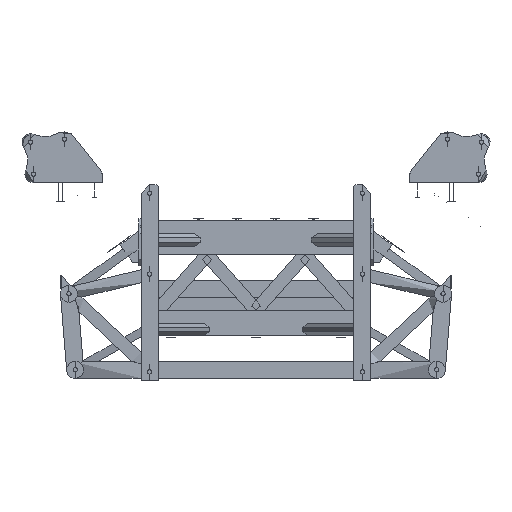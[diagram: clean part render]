
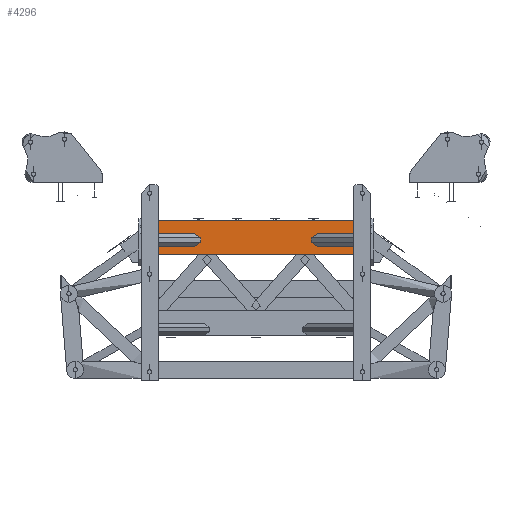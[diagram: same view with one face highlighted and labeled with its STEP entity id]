
A CAD part, left-side view. The second image highlights one B-rep face of the part: STEP entity #4296.
In plain terms, the highlighted planar face has unit normal (-1, 0, 0).
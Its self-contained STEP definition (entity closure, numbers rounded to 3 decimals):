
#4296=ADVANCED_FACE('',(#5483),#20730,.T.);
#5483=FACE_OUTER_BOUND('',#6694,.T.);
#6694=EDGE_LOOP('',(#8941,#8942,#8943,#8944));
#8941=ORIENTED_EDGE('',*,*,#13352,.T.);
#8942=ORIENTED_EDGE('',*,*,#13345,.T.);
#8943=ORIENTED_EDGE('',*,*,#13353,.F.);
#8944=ORIENTED_EDGE('',*,*,#13350,.F.);
#13345=EDGE_CURVE('',#19034,#19037,#15891,.T.);
#13350=EDGE_CURVE('',#19040,#19041,#15896,.T.);
#13352=EDGE_CURVE('',#19040,#19034,#15898,.T.);
#13353=EDGE_CURVE('',#19041,#19037,#15899,.T.);
#15891=B_SPLINE_CURVE_WITH_KNOTS('',1,(#30452,#30453),.UNSPECIFIED.,.F.,
 .F.,(2,2),(0.,460.),.UNSPECIFIED.);
#15896=B_SPLINE_CURVE_WITH_KNOTS('',1,(#30462,#30463),.UNSPECIFIED.,.F.,
 .F.,(2,2),(0.,460.),.UNSPECIFIED.);
#15898=B_SPLINE_CURVE_WITH_KNOTS('',1,(#30466,#30467),.UNSPECIFIED.,.F.,
 .F.,(2,2),(160.,240.),.UNSPECIFIED.);
#15899=B_SPLINE_CURVE_WITH_KNOTS('',1,(#30468,#30469),.UNSPECIFIED.,.F.,
 .F.,(2,2),(160.,240.),.UNSPECIFIED.);
#19034=VERTEX_POINT('',#30438);
#19037=VERTEX_POINT('',#30441);
#19040=VERTEX_POINT('',#30444);
#19041=VERTEX_POINT('',#30445);
#20730=PLANE('',#21849);
#21849=AXIS2_PLACEMENT_3D('',#30437,#22350,$);
#22350=DIRECTION('',(-1.,0.,0.));
#30437=CARTESIAN_POINT('',(2780.,230.,380.));
#30438=CARTESIAN_POINT('',(2780.,230.,300.));
#30441=CARTESIAN_POINT('',(2780.,-230.,300.));
#30444=CARTESIAN_POINT('',(2780.,230.,380.));
#30445=CARTESIAN_POINT('',(2780.,-230.,380.));
#30452=CARTESIAN_POINT('',(2780.,230.,300.));
#30453=CARTESIAN_POINT('',(2780.,-230.,300.));
#30462=CARTESIAN_POINT('',(2780.,230.,380.));
#30463=CARTESIAN_POINT('',(2780.,-230.,380.));
#30466=CARTESIAN_POINT('',(2780.,230.,380.));
#30467=CARTESIAN_POINT('',(2780.,230.,300.));
#30468=CARTESIAN_POINT('',(2780.,-230.,380.));
#30469=CARTESIAN_POINT('',(2780.,-230.,300.));
